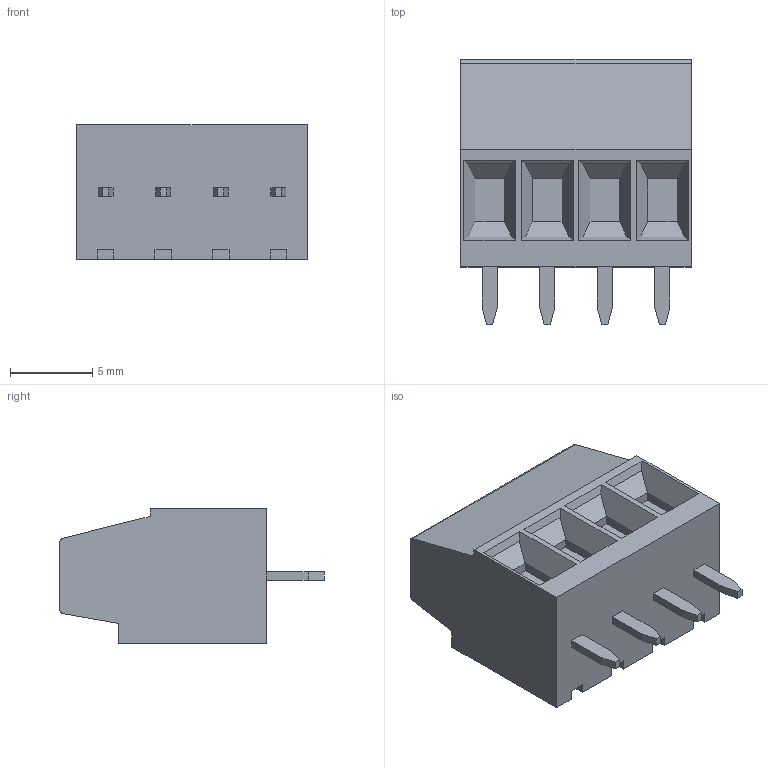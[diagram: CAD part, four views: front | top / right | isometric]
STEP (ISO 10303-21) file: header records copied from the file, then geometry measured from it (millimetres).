
FILE_DESCRIPTION(('STEP AP214'),'1');
FILE_NAME('MVS134-3,5-V-L.stp','2018-06-14T15:59:47',(' '),(' '),'Spatial InterOp 3D',' ',' ');
FILE_SCHEMA(('automotive_design'));
Length unit declared in the file: metre
Products named in the file (1): 1
Bounding box: 14 x 16.1 x 8.2 mm (x, y, z)
Volume: 1148.9 mm3; surface area: 1070.5 mm2
Topology: 1 solids, 1 shells, 244 faces, 678 edges, 444 vertices
Faces by surface type: plane 206, cylinder 30, torus 4, cone 4
Full cylindrical faces by diameter (mm): 2 x4, 2.1 x4, 2.8 x4, 3 x4
Entity records: 9627 total; most frequent: CARTESIAN_POINT 1475, ORIENTED_EDGE 1284, DIRECTION 1228, EDGE_CURVE 642, LINE 498, VECTOR 498, VERTEX_POINT 432, AXIS2_PLACEMENT_3D 365
